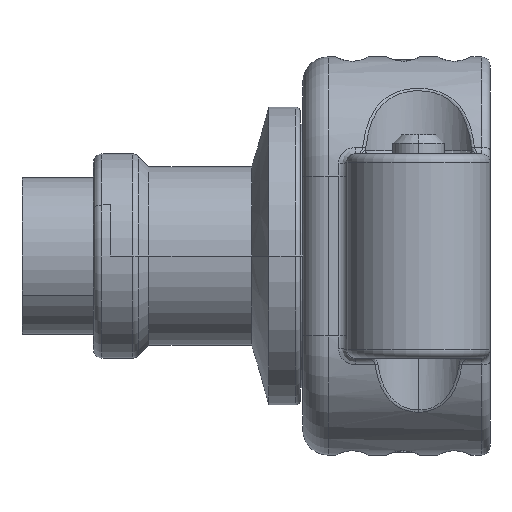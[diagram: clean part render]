
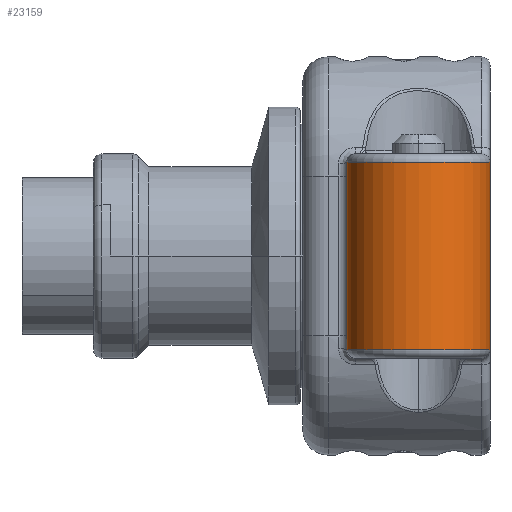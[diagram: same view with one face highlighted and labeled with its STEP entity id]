
A CAD part, left-side view. The second image highlights one B-rep face of the part: STEP entity #23159.
In plain terms, the highlighted cylindrical face has radius 4.2 mm (diameter 8.4 mm), a partial arc.
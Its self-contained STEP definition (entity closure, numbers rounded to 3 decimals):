
#1998=CARTESIAN_POINT('',(-13.,4.2,17.2));
#1999=DIRECTION('',(0.,0.,1.));
#2000=DIRECTION('',(0.,1.,0.));
#2001=AXIS2_PLACEMENT_3D('',#1998,#1999,#2000);
#2003=DIRECTION('',(0.,0.,-1.));
#2004=VECTOR('',#2003,11.);
#2005=CARTESIAN_POINT('',(-13.,0.,17.2));
#2006=LINE('',#2005,#2004);
#2007=CARTESIAN_POINT('',(-13.,4.2,6.2));
#2008=DIRECTION('',(0.,0.,-1.));
#2009=DIRECTION('',(0.,-1.,0.));
#2010=AXIS2_PLACEMENT_3D('',#2007,#2008,#2009);
#2021=DIRECTION('',(0.,0.,-1.));
#2022=VECTOR('',#2021,11.);
#2023=CARTESIAN_POINT('',(-13.,8.4,17.2));
#2024=LINE('',#2023,#2022);
#19489=CARTESIAN_POINT('',(-13.,0.,6.2));
#19490=CARTESIAN_POINT('',(-13.,8.4,6.2));
#19491=VERTEX_POINT('',#19489);
#19492=VERTEX_POINT('',#19490);
#20775=CARTESIAN_POINT('',(-13.,8.4,17.2));
#20776=CARTESIAN_POINT('',(-13.,0.,17.2));
#20777=VERTEX_POINT('',#20775);
#20778=VERTEX_POINT('',#20776);
#23145=CARTESIAN_POINT('',(-13.,4.2,11.7));
#23146=DIRECTION('',(0.,0.,1.));
#23147=DIRECTION('',(1.,0.,0.));
#23148=AXIS2_PLACEMENT_3D('',#23145,#23146,#23147);
#23149=CYLINDRICAL_SURFACE('',#23148,4.2);
#23151=ORIENTED_EDGE('',*,*,#23150,.F.);
#23153=ORIENTED_EDGE('',*,*,#23152,.T.);
#23154=ORIENTED_EDGE('',*,*,#23056,.T.);
#23156=ORIENTED_EDGE('',*,*,#23155,.T.);
#23157=EDGE_LOOP('',(#23151,#23153,#23154,#23156));
#23158=FACE_OUTER_BOUND('',#23157,.F.);
#23159=ADVANCED_FACE('',(#23158),#23149,.T.);
#2002=CIRCLE('',#2001,4.2);
#2011=CIRCLE('',#2010,4.2);
#23056=EDGE_CURVE('',#20778,#19491,#2006,.T.);
#23150=EDGE_CURVE('',#20777,#19492,#2024,.T.);
#23152=EDGE_CURVE('',#20777,#20778,#2002,.T.);
#23155=EDGE_CURVE('',#19491,#19492,#2011,.T.);
